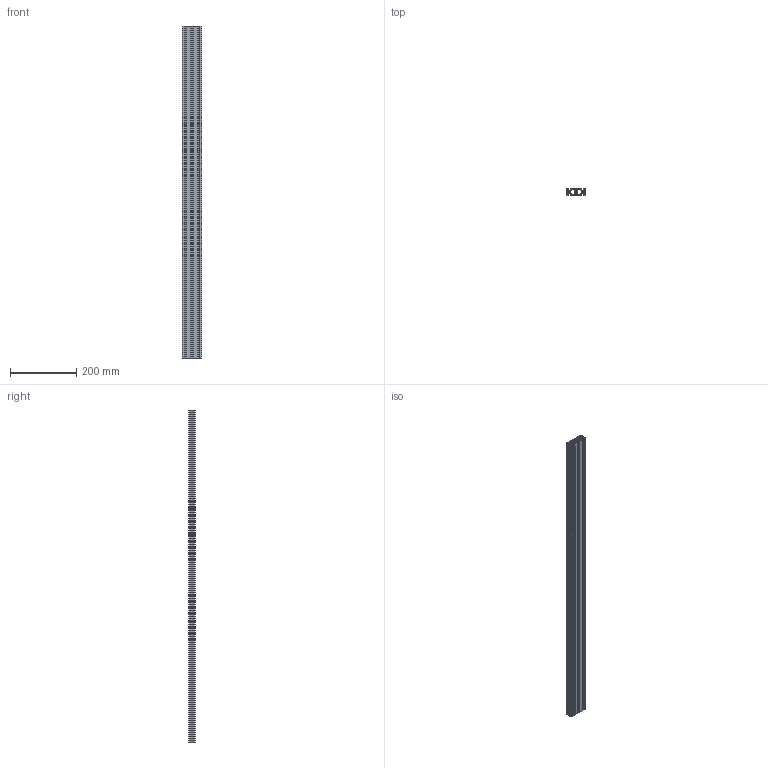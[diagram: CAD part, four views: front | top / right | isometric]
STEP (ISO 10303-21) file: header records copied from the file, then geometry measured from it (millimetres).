
FILE_DESCRIPTION(/* description */ (''),/* implementation_level */ '2;1');
FILE_NAME(/* name */ '10038_KriTec_Profil_5_60x20.stp',/* time_stamp */ '2014-08-26T13:23:28+02:00',/* author */ ('kostic'),/* organization */ (''),/* preprocessor_version */ 'ST-DEVELOPER v15.2',/* originating_system */ 'Autodesk Inventor 2014',/* authorisation */ '');
FILE_SCHEMA (('AUTOMOTIVE_DESIGN { 1 0 10303 214 3 1 1 }'));
Length unit declared in the file: millimetre
Products named in the file (1): 10038_KriTec_Profil_5_60x20
Bounding box: 60 x 20 x 1000 mm (x, y, z)
Volume: 479545.9 mm3; surface area: 442524.8 mm2
Topology: 1 solids, 1 shells, 165 faces, 489 edges, 326 vertices
Faces by surface type: cylinder 83, plane 82
Full cylindrical faces by diameter (mm): 4.3 x3
Entity records: 5595 total; most frequent: DIRECTION 984, CARTESIAN_POINT 978, ORIENTED_EDGE 972, EDGE_CURVE 486, AXIS2_PLACEMENT_3D 332, VERTEX_POINT 326, LINE 320, VECTOR 320
